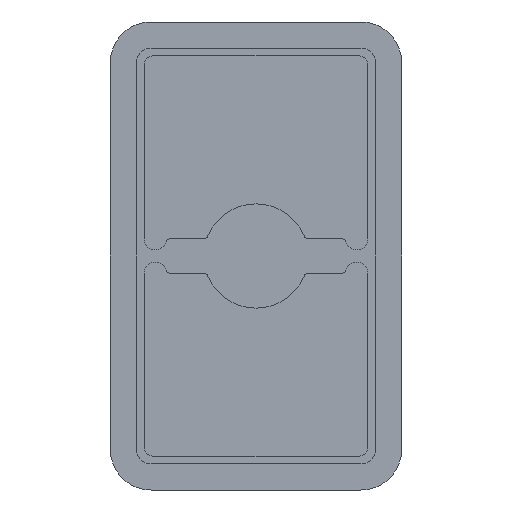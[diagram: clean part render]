
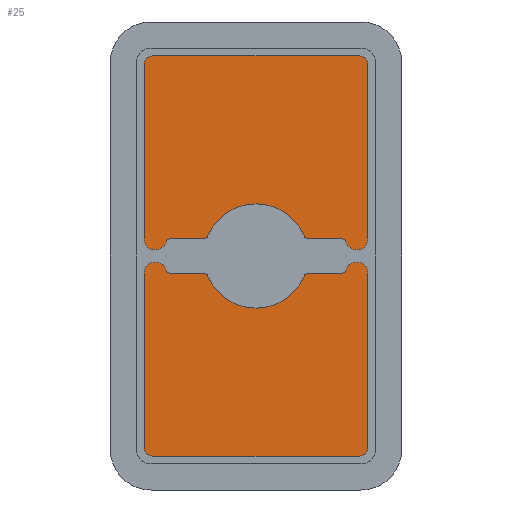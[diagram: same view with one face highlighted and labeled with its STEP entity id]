
A CAD part, front view. The second image highlights one B-rep face of the part: STEP entity #25.
In plain terms, the highlighted planar face has unit normal (0, -1, 0).
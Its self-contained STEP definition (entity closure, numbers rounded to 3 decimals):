
#25 = ADVANCED_FACE ( 'NONE', ( #1188 ), #3698, .T. ) ;
#124 = ORIENTED_EDGE ( 'NONE', *, *, #1468, .F. ) ;
#186 = CARTESIAN_POINT ( 'NONE',  ( -6.24, 0., -11.32 ) ) ;
#213 = CARTESIAN_POINT ( 'NONE',  ( -6.24, 0., 12.22 ) ) ;
#295 = CARTESIAN_POINT ( 'NONE',  ( -6.24, 0., 11.32 ) ) ;
#319 = DIRECTION ( 'NONE',  ( 0., -1., 0. ) ) ;
#643 = CARTESIAN_POINT ( 'NONE',  ( -7.14, 0., 11.32 ) ) ;
#663 = ORIENTED_EDGE ( 'NONE', *, *, #3342, .T. ) ;
#754 = VECTOR ( 'NONE', #3917, 1000. ) ;
#842 = CARTESIAN_POINT ( 'NONE',  ( 6.24, 0., -11.32 ) ) ;
#887 = DIRECTION ( 'NONE',  ( 0., 0., -1. ) ) ;
#918 = LINE ( 'NONE', #4584, #1824 ) ;
#1013 = CARTESIAN_POINT ( 'NONE',  ( 7.14, 0., 11.32 ) ) ;
#1079 = EDGE_CURVE ( 'NONE', #1776, #2506, #918, .T. ) ;
#1188 = FACE_OUTER_BOUND ( 'NONE', #4509, .T. ) ;
#1196 = CARTESIAN_POINT ( 'NONE',  ( 6.24, 0., -11.32 ) ) ;
#1233 = VERTEX_POINT ( 'NONE', #1268 ) ;
#1253 = AXIS2_PLACEMENT_3D ( 'NONE', #295, #2250, #1718 ) ;
#1268 = CARTESIAN_POINT ( 'NONE',  ( 7.14, 0., -11.32 ) ) ;
#1270 = CARTESIAN_POINT ( 'NONE',  ( 6.24, 0., -12.22 ) ) ;
#1302 = CARTESIAN_POINT ( 'NONE',  ( 6.24, 0., 11.32 ) ) ;
#1344 = VECTOR ( 'NONE', #2197, 1000. ) ;
#1362 = CARTESIAN_POINT ( 'NONE',  ( 6.24, 0., 12.22 ) ) ;
#1422 = EDGE_CURVE ( 'NONE', #2215, #3359, #4408, .T. ) ;
#1468 = EDGE_CURVE ( 'NONE', #1776, #3927, #3261, .T. ) ;
#1508 = AXIS2_PLACEMENT_3D ( 'NONE', #842, #4553, #3402 ) ;
#1569 = EDGE_CURVE ( 'NONE', #2358, #3927, #4840, .T. ) ;
#1587 = DIRECTION ( 'NONE',  ( 0., 0., 1. ) ) ;
#1718 = DIRECTION ( 'NONE',  ( 0., 0., -1. ) ) ;
#1752 = VERTEX_POINT ( 'NONE', #1013 ) ;
#1776 = VERTEX_POINT ( 'NONE', #643 ) ;
#1824 = VECTOR ( 'NONE', #2922, 1000. ) ;
#2046 = DIRECTION ( 'NONE',  ( 0., -1., 0. ) ) ;
#2197 = DIRECTION ( 'NONE',  ( -1., 0., 0. ) ) ;
#2215 = VERTEX_POINT ( 'NONE', #1270 ) ;
#2229 = AXIS2_PLACEMENT_3D ( 'NONE', #186, #319, #2363 ) ;
#2243 = CARTESIAN_POINT ( 'NONE',  ( -7.14, 0., -11.32 ) ) ;
#2250 = DIRECTION ( 'NONE',  ( 0., 1., 0. ) ) ;
#2253 = DIRECTION ( 'NONE',  ( -1., 0., 0. ) ) ;
#2304 = CIRCLE ( 'NONE', #3132, 0.9 ) ;
#2358 = VERTEX_POINT ( 'NONE', #1362 ) ;
#2359 = CARTESIAN_POINT ( 'NONE',  ( -6.24, 0., -12.22 ) ) ;
#2363 = DIRECTION ( 'NONE',  ( 0., 0., 1. ) ) ;
#2458 = ORIENTED_EDGE ( 'NONE', *, *, #1569, .T. ) ;
#2506 = VERTEX_POINT ( 'NONE', #2243 ) ;
#2583 = ORIENTED_EDGE ( 'NONE', *, *, #4931, .F. ) ;
#2630 = CARTESIAN_POINT ( 'NONE',  ( 6.24, 0., -12.22 ) ) ;
#2665 = EDGE_CURVE ( 'NONE', #2506, #3359, #4651, .T. ) ;
#2680 = ORIENTED_EDGE ( 'NONE', *, *, #2665, .T. ) ;
#2790 = LINE ( 'NONE', #4700, #754 ) ;
#2885 = CIRCLE ( 'NONE', #4399, 0.9 ) ;
#2922 = DIRECTION ( 'NONE',  ( 0., 0., -1. ) ) ;
#3132 = AXIS2_PLACEMENT_3D ( 'NONE', #1196, #3876, #1587 ) ;
#3261 = CIRCLE ( 'NONE', #1253, 0.9 ) ;
#3342 = EDGE_CURVE ( 'NONE', #1752, #2358, #2885, .T. ) ;
#3359 = VERTEX_POINT ( 'NONE', #2359 ) ;
#3402 = DIRECTION ( 'NONE',  ( 0., 0., -1. ) ) ;
#3542 = CARTESIAN_POINT ( 'NONE',  ( 6.24, 0., 12.22 ) ) ;
#3698 = PLANE ( 'NONE',  #1508 ) ;
#3705 = ORIENTED_EDGE ( 'NONE', *, *, #1422, .F. ) ;
#3793 = VECTOR ( 'NONE', #2253, 1000. ) ;
#3876 = DIRECTION ( 'NONE',  ( 0., 1., 0. ) ) ;
#3917 = DIRECTION ( 'NONE',  ( 0., 0., -1. ) ) ;
#3927 = VERTEX_POINT ( 'NONE', #213 ) ;
#4324 = EDGE_CURVE ( 'NONE', #1752, #1233, #2790, .T. ) ;
#4399 = AXIS2_PLACEMENT_3D ( 'NONE', #1302, #2046, #887 ) ;
#4408 = LINE ( 'NONE', #2630, #1344 ) ;
#4509 = EDGE_LOOP ( 'NONE', ( #3705, #2583, #4559, #663, #2458, #124, #4625, #2680 ) ) ;
#4553 = DIRECTION ( 'NONE',  ( 0., -1., 0. ) ) ;
#4559 = ORIENTED_EDGE ( 'NONE', *, *, #4324, .F. ) ;
#4584 = CARTESIAN_POINT ( 'NONE',  ( -7.14, 0., 0. ) ) ;
#4625 = ORIENTED_EDGE ( 'NONE', *, *, #1079, .T. ) ;
#4651 = CIRCLE ( 'NONE', #2229, 0.9 ) ;
#4700 = CARTESIAN_POINT ( 'NONE',  ( 7.14, 0., 0. ) ) ;
#4840 = LINE ( 'NONE', #3542, #3793 ) ;
#4931 = EDGE_CURVE ( 'NONE', #1233, #2215, #2304, .T. ) ;
